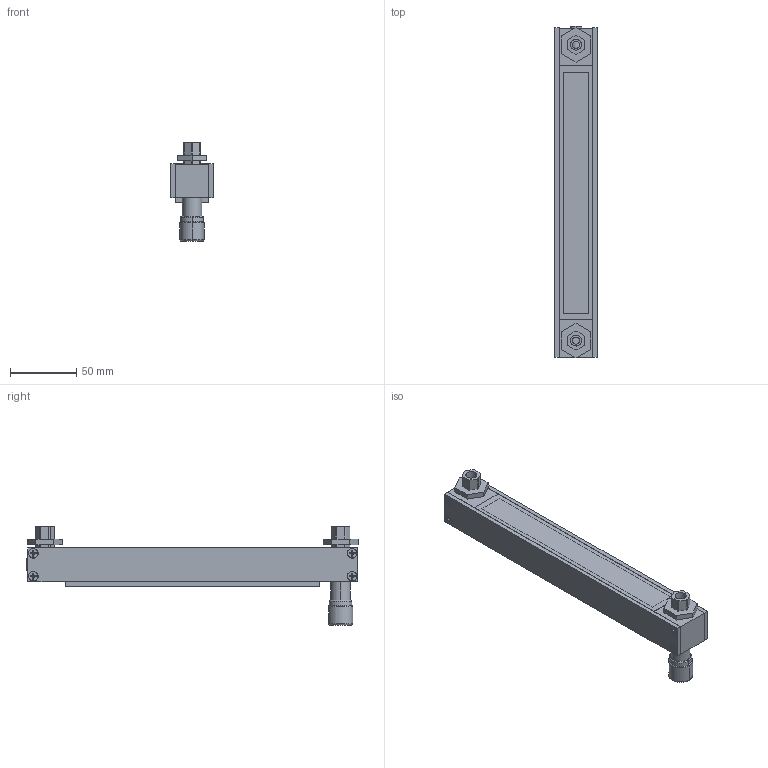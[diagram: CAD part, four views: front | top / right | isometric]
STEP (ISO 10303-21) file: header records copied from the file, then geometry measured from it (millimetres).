
FILE_DESCRIPTION((''),'2;1');
FILE_NAME('FM-1050_ASM','2019-10-18T14:19:33',('Dlachman'),('MATHESON TRI-GAS'),'CREO PARAMETRIC BY PTC INC, 2018260','CREO PARAMETRIC BY PTC INC, 2018260','');
FILE_SCHEMA(('CONFIG_CONTROL_DESIGN'));
Length unit declared in the file: inch
Products named in the file (12): MFTG-0008-SA; MPLA-0002-AY; MFTG-0061-SA; MSCR-0003-SZ; MFRA-0102-BA_ASM; MAAT-0102-AA; MNUT-0002-SE; MJ13-4; MHSG-0104-PL; FM-1050-GLASS; MJ14C201J514-PT1; FM-1050_ASM
Assembly tree (21 placements, depth 3):
  FM-1050_ASM
    MFRA-0102-BA_ASM
      MFTG-0008-SA
      MPLA-0002-AY  x2
      MFTG-0061-SA
      MSCR-0003-SZ  x8
    MAAT-0102-AA  x2
    MNUT-0002-SE  x2
    MJ13-4
    MHSG-0104-PL
    FM-1050-GLASS
    MJ14C201J514-PT1
Bounding box: 32 x 251.14 x 74.55 mm (x, y, z)
Volume: 128990.4 mm3; surface area: 92981.5 mm2
Topology: 20 solids, 28 shells, 472 faces, 1174 edges, 600 vertices
Faces by surface type: bspline 160, cylinder 124, plane 106, cone 60, torus 22
Entity records: 7022 total; most frequent: CARTESIAN_POINT 1597, DIRECTION 1182, ORIENTED_EDGE 940, EDGE_CURVE 486, AXIS2_PLACEMENT_3D 471, VERTEX_POINT 330, EDGE_LOOP 271, VECTOR 240
